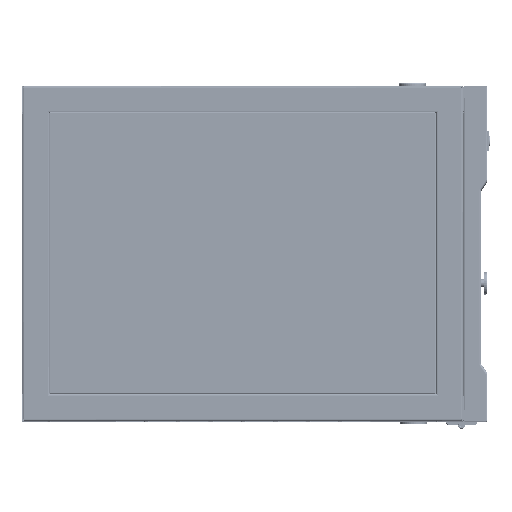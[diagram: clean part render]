
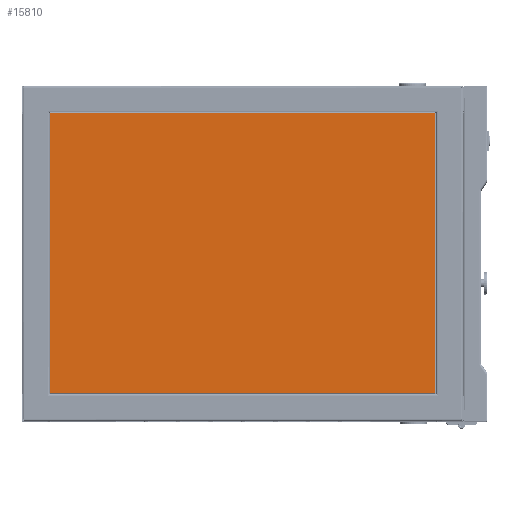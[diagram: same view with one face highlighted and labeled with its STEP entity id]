
A CAD part, top view. The second image highlights one B-rep face of the part: STEP entity #15810.
In plain terms, the highlighted face is planar.
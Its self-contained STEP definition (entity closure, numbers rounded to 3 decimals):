
#15810=ADVANCED_FACE('NONE',(#21302),#18121,.F.);
#18121=PLANE('',#81680);
#21302=FACE_OUTER_BOUND('',#25907,.T.);
#25907=EDGE_LOOP('',(#41343,#41344,#41345,#41346));
#41343=ORIENTED_EDGE('',*,*,#60982,.T.);
#41344=ORIENTED_EDGE('',*,*,#60996,.T.);
#41345=ORIENTED_EDGE('',*,*,#61009,.T.);
#41346=ORIENTED_EDGE('',*,*,#61022,.T.);
#52079=VERTEX_POINT('',#122254);
#52080=VERTEX_POINT('',#122255);
#52086=VERTEX_POINT('',#122382);
#52092=VERTEX_POINT('',#122508);
#60982=EDGE_CURVE('NONE',#52079,#52080,#68233,.T.);
#60996=EDGE_CURVE('NONE',#52080,#52086,#68243,.T.);
#61009=EDGE_CURVE('NONE',#52086,#52092,#68252,.T.);
#61022=EDGE_CURVE('NONE',#52092,#52079,#68261,.T.);
#68233=LINE('',#122253,#74600);
#68243=LINE('',#122381,#74610);
#68252=LINE('',#122507,#74619);
#68261=LINE('',#122632,#74628);
#74600=VECTOR('',#97414,1.);
#74610=VECTOR('',#97430,1.);
#74619=VECTOR('',#97445,1.);
#74628=VECTOR('',#97460,1.);
#81680=AXIS2_PLACEMENT_3D('',#122738,#97467,#97468);
#97414=DIRECTION('',(0.,-1.,0.));
#97430=DIRECTION('',(-1.,0.,0.));
#97445=DIRECTION('',(0.,1.,0.));
#97460=DIRECTION('',(1.,0.,0.));
#97467=DIRECTION('',(0.,0.,1.));
#97468=DIRECTION('',(1.,0.,0.));
#122253=CARTESIAN_POINT('',(327.3,237.593,-1.2));
#122254=CARTESIAN_POINT('',(327.3,237.3,-1.2));
#122255=CARTESIAN_POINT('',(327.3,-237.3,-1.2));
#122381=CARTESIAN_POINT('',(327.593,-237.3,-1.2));
#122382=CARTESIAN_POINT('',(-327.3,-237.3,-1.2));
#122507=CARTESIAN_POINT('',(-327.3,-237.593,-1.2));
#122508=CARTESIAN_POINT('',(-327.3,237.3,-1.2));
#122632=CARTESIAN_POINT('',(-327.593,237.3,-1.2));
#122738=CARTESIAN_POINT('',(0.,0.,-1.2));
